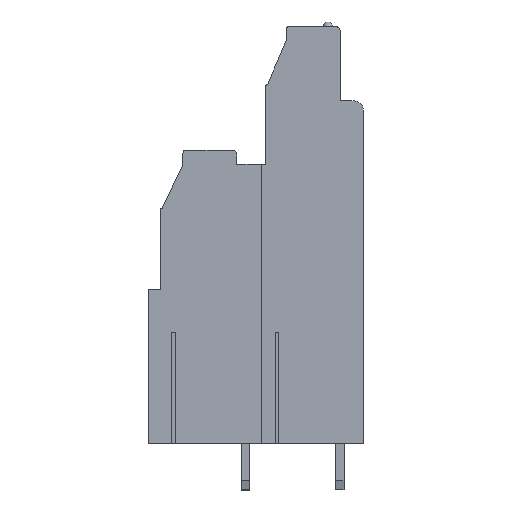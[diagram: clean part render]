
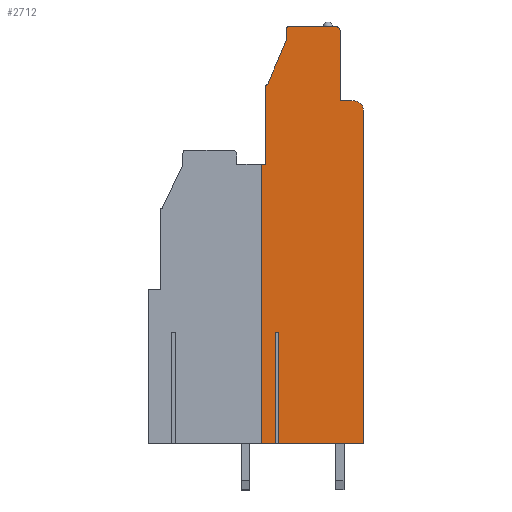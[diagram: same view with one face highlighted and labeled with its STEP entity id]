
A CAD part, top view. The second image highlights one B-rep face of the part: STEP entity #2712.
In plain terms, the highlighted planar face has unit normal (0, 0, 1).
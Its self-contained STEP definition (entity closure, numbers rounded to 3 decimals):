
#13=DIRECTION('',(1.,0.,0.));
#14=VECTOR('',#13,0.38);
#15=CARTESIAN_POINT('',(1.01,-18.05,7.62));
#16=LINE('',#15,#14);
#17=DIRECTION('',(0.,1.,0.));
#18=VECTOR('',#17,11.95);
#19=CARTESIAN_POINT('',(1.01,-30.,7.62));
#20=LINE('',#19,#18);
#21=DIRECTION('',(1.,0.,0.));
#22=VECTOR('',#21,1.51);
#23=CARTESIAN_POINT('',(-0.5,-30.,7.62));
#24=LINE('',#23,#22);
#25=DIRECTION('',(0.,1.,0.));
#26=VECTOR('',#25,30.);
#27=CARTESIAN_POINT('',(-0.5,-30.,7.62));
#28=LINE('',#27,#26);
#29=DIRECTION('',(-1.,0.,0.));
#30=VECTOR('',#29,0.5);
#31=CARTESIAN_POINT('',(0.,0.,7.62));
#32=LINE('',#31,#30);
#33=DIRECTION('',(0.,-1.,0.));
#34=VECTOR('',#33,8.4);
#35=CARTESIAN_POINT('',(0.,8.4,7.62));
#36=LINE('',#35,#34);
#37=CARTESIAN_POINT('',(0.2,8.4,7.62));
#38=DIRECTION('',(0.,0.,1.));
#39=DIRECTION('',(0.,1.,0.));
#40=AXIS2_PLACEMENT_3D('',#37,#38,#39);
#42=DIRECTION('',(-0.392,-0.92,0.));
#43=VECTOR('',#42,5.108);
#44=CARTESIAN_POINT('',(2.2,13.3,7.62));
#45=LINE('',#44,#43);
#46=DIRECTION('',(0.,-1.,0.));
#47=VECTOR('',#46,1.2);
#48=CARTESIAN_POINT('',(2.2,14.5,7.62));
#49=LINE('',#48,#47);
#50=CARTESIAN_POINT('',(2.5,14.5,7.62));
#51=DIRECTION('',(0.,0.,1.));
#52=DIRECTION('',(0.,1.,0.));
#53=AXIS2_PLACEMENT_3D('',#50,#51,#52);
#55=DIRECTION('',(-1.,0.,0.));
#56=VECTOR('',#55,5.);
#57=CARTESIAN_POINT('',(7.5,14.8,7.62));
#58=LINE('',#57,#56);
#59=CARTESIAN_POINT('',(7.5,14.3,7.62));
#60=DIRECTION('',(0.,0.,1.));
#61=DIRECTION('',(1.,0.,0.));
#62=AXIS2_PLACEMENT_3D('',#59,#60,#61);
#64=DIRECTION('',(0.,1.,0.));
#65=VECTOR('',#64,7.5);
#66=CARTESIAN_POINT('',(8.,6.8,7.62));
#67=LINE('',#66,#65);
#68=DIRECTION('',(-1.,0.,0.));
#69=VECTOR('',#68,1.5);
#70=CARTESIAN_POINT('',(9.5,6.8,7.62));
#71=LINE('',#70,#69);
#72=CARTESIAN_POINT('',(9.5,5.8,7.62));
#73=DIRECTION('',(0.,0.,1.));
#74=DIRECTION('',(1.,0.,0.));
#75=AXIS2_PLACEMENT_3D('',#72,#73,#74);
#77=DIRECTION('',(0.,1.,0.));
#78=VECTOR('',#77,35.8);
#79=CARTESIAN_POINT('',(10.5,-30.,7.62));
#80=LINE('',#79,#78);
#81=DIRECTION('',(1.,0.,0.));
#82=VECTOR('',#81,9.11);
#83=CARTESIAN_POINT('',(1.39,-30.,7.62));
#84=LINE('',#83,#82);
#85=DIRECTION('',(0.,1.,0.));
#86=VECTOR('',#85,11.95);
#87=CARTESIAN_POINT('',(1.39,-30.,7.62));
#88=LINE('',#87,#86);
#2051=CARTESIAN_POINT('',(10.5,-30.,7.62));
#2052=CARTESIAN_POINT('',(10.5,5.8,7.62));
#2053=VERTEX_POINT('',#2051);
#2054=VERTEX_POINT('',#2052);
#2055=CARTESIAN_POINT('',(9.5,6.8,7.62));
#2056=VERTEX_POINT('',#2055);
#2057=CARTESIAN_POINT('',(8.,6.8,7.62));
#2058=VERTEX_POINT('',#2057);
#2059=CARTESIAN_POINT('',(8.,14.3,7.62));
#2060=VERTEX_POINT('',#2059);
#2061=CARTESIAN_POINT('',(7.5,14.8,7.62));
#2062=VERTEX_POINT('',#2061);
#2063=CARTESIAN_POINT('',(2.5,14.8,7.62));
#2064=VERTEX_POINT('',#2063);
#2065=CARTESIAN_POINT('',(2.2,14.5,7.62));
#2066=VERTEX_POINT('',#2065);
#2067=CARTESIAN_POINT('',(2.2,13.3,7.62));
#2068=VERTEX_POINT('',#2067);
#2069=CARTESIAN_POINT('',(0.2,8.6,7.62));
#2070=VERTEX_POINT('',#2069);
#2071=CARTESIAN_POINT('',(0.,8.4,7.62));
#2072=VERTEX_POINT('',#2071);
#2073=CARTESIAN_POINT('',(0.,0.,7.62));
#2074=VERTEX_POINT('',#2073);
#2099=CARTESIAN_POINT('',(-0.5,-30.,7.62));
#2100=CARTESIAN_POINT('',(-0.5,0.,7.62));
#2101=VERTEX_POINT('',#2099);
#2102=VERTEX_POINT('',#2100);
#2183=CARTESIAN_POINT('',(1.01,-18.05,7.62));
#2184=CARTESIAN_POINT('',(1.39,-18.05,7.62));
#2185=VERTEX_POINT('',#2183);
#2186=VERTEX_POINT('',#2184);
#2187=CARTESIAN_POINT('',(1.01,-30.,7.62));
#2188=VERTEX_POINT('',#2187);
#2189=CARTESIAN_POINT('',(1.39,-30.,7.62));
#2190=VERTEX_POINT('',#2189);
#2669=CARTESIAN_POINT('',(0.,0.,7.62));
#2670=DIRECTION('',(0.,0.,1.));
#2671=DIRECTION('',(1.,0.,0.));
#2672=AXIS2_PLACEMENT_3D('',#2669,#2670,#2671);
#2673=PLANE('',#2672);
#2675=ORIENTED_EDGE('',*,*,#2674,.F.);
#2677=ORIENTED_EDGE('',*,*,#2676,.F.);
#2679=ORIENTED_EDGE('',*,*,#2678,.F.);
#2681=ORIENTED_EDGE('',*,*,#2680,.T.);
#2683=ORIENTED_EDGE('',*,*,#2682,.F.);
#2685=ORIENTED_EDGE('',*,*,#2684,.F.);
#2687=ORIENTED_EDGE('',*,*,#2686,.F.);
#2689=ORIENTED_EDGE('',*,*,#2688,.F.);
#2691=ORIENTED_EDGE('',*,*,#2690,.F.);
#2693=ORIENTED_EDGE('',*,*,#2692,.F.);
#2695=ORIENTED_EDGE('',*,*,#2694,.F.);
#2697=ORIENTED_EDGE('',*,*,#2696,.F.);
#2699=ORIENTED_EDGE('',*,*,#2698,.F.);
#2701=ORIENTED_EDGE('',*,*,#2700,.F.);
#2703=ORIENTED_EDGE('',*,*,#2702,.F.);
#2705=ORIENTED_EDGE('',*,*,#2704,.F.);
#2707=ORIENTED_EDGE('',*,*,#2706,.F.);
#2709=ORIENTED_EDGE('',*,*,#2708,.T.);
#2710=EDGE_LOOP('',(#2675,#2677,#2679,#2681,#2683,#2685,#2687,#2689,#2691,#2693,
#2695,#2697,#2699,#2701,#2703,#2705,#2707,#2709));
#2711=FACE_OUTER_BOUND('',#2710,.F.);
#41=CIRCLE('',#40,0.2);
#54=CIRCLE('',#53,0.3);
#63=CIRCLE('',#62,0.5);
#76=CIRCLE('',#75,1.);
#2674=EDGE_CURVE('',#2185,#2186,#16,.T.);
#2676=EDGE_CURVE('',#2188,#2185,#20,.T.);
#2678=EDGE_CURVE('',#2101,#2188,#24,.T.);
#2680=EDGE_CURVE('',#2101,#2102,#28,.T.);
#2682=EDGE_CURVE('',#2074,#2102,#32,.T.);
#2684=EDGE_CURVE('',#2072,#2074,#36,.T.);
#2686=EDGE_CURVE('',#2070,#2072,#41,.T.);
#2688=EDGE_CURVE('',#2068,#2070,#45,.T.);
#2690=EDGE_CURVE('',#2066,#2068,#49,.T.);
#2692=EDGE_CURVE('',#2064,#2066,#54,.T.);
#2694=EDGE_CURVE('',#2062,#2064,#58,.T.);
#2696=EDGE_CURVE('',#2060,#2062,#63,.T.);
#2698=EDGE_CURVE('',#2058,#2060,#67,.T.);
#2700=EDGE_CURVE('',#2056,#2058,#71,.T.);
#2702=EDGE_CURVE('',#2054,#2056,#76,.T.);
#2704=EDGE_CURVE('',#2053,#2054,#80,.T.);
#2706=EDGE_CURVE('',#2190,#2053,#84,.T.);
#2708=EDGE_CURVE('',#2190,#2186,#88,.T.);
#2712=ADVANCED_FACE('',(#2711),#2673,.T.);
